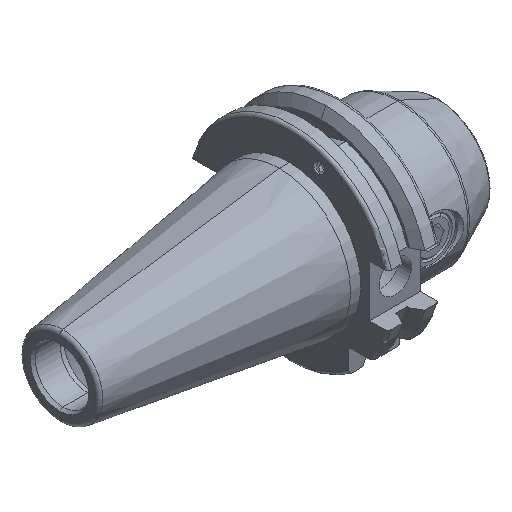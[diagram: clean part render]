
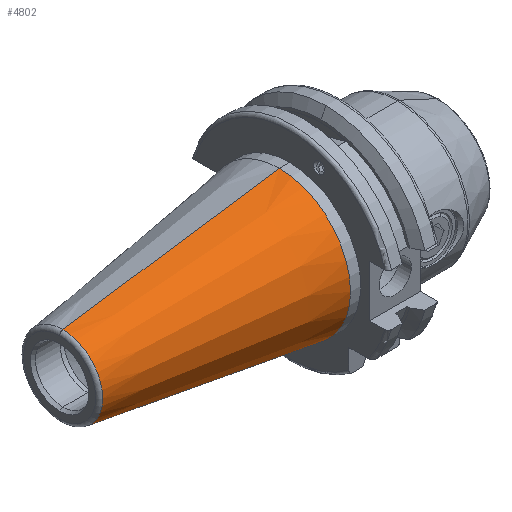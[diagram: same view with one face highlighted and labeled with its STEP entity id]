
A CAD part, isometric view. The second image highlights one B-rep face of the part: STEP entity #4802.
In plain terms, the highlighted conical face has half-angle 8.297 degrees and reference radius 22.225 mm.
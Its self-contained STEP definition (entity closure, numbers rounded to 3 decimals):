
#210 = CIRCLE ( 'NONE', #283, 22.225 ) ;
#239 = DIRECTION ( 'NONE',  ( 0.99, 0., -0.144 ) ) ;
#240 = VECTOR ( 'NONE', #239, 1000. ) ;
#241 = CARTESIAN_POINT ( 'NONE',  ( 0., 0., -22.225 ) ) ;
#242 = LINE ( 'NONE', #241, #240 ) ;
#283 = AXIS2_PLACEMENT_3D ( 'NONE', #295, #287, #296 ) ;
#287 = DIRECTION ( 'NONE',  ( -1., 0., 0. ) ) ;
#295 = CARTESIAN_POINT ( 'NONE',  ( 0., 0., 0. ) ) ;
#296 = DIRECTION ( 'NONE',  ( 0., 0., -1. ) ) ;
#346 = CARTESIAN_POINT ( 'NONE',  ( 0., 0., 22.225 ) ) ;
#349 = CARTESIAN_POINT ( 'NONE',  ( -67.373, 0., -12.4 ) ) ;
#350 = DIRECTION ( 'NONE',  ( 0.99, 0., 0.144 ) ) ;
#351 = VECTOR ( 'NONE', #350, 1000. ) ;
#352 = CARTESIAN_POINT ( 'NONE',  ( 0., 0., 22.225 ) ) ;
#353 = LINE ( 'NONE', #352, #351 ) ;
#355 = CARTESIAN_POINT ( 'NONE',  ( 0., 0., 0. ) ) ;
#357 = CARTESIAN_POINT ( 'NONE',  ( -67.373, 0., 12.4 ) ) ;
#358 = FACE_OUTER_BOUND ( 'NONE', #4786, .T. ) ;
#360 = DIRECTION ( 'NONE',  ( 0., 0., 1. ) ) ;
#361 = DIRECTION ( 'NONE',  ( 1., 0., 0. ) ) ;
#362 = AXIS2_PLACEMENT_3D ( 'NONE', #355, #361, #360 ) ;
#363 = CONICAL_SURFACE ( 'NONE', #362, 22.225, 0.145 ) ;
#370 = CARTESIAN_POINT ( 'NONE',  ( 0., 0., -22.225 ) ) ;
#385 = DIRECTION ( 'NONE',  ( 0., 0., -1. ) ) ;
#386 = DIRECTION ( 'NONE',  ( -1., 0., 0. ) ) ;
#387 = CARTESIAN_POINT ( 'NONE',  ( -67.373, 0., 0. ) ) ;
#388 = CIRCLE ( 'NONE', #389, 12.4 ) ;
#389 = AXIS2_PLACEMENT_3D ( 'NONE', #387, #386, #385 ) ;
#4726 = EDGE_CURVE ( 'NONE', #4797, #4777, #242, .T. ) ;
#4775 = EDGE_CURVE ( 'NONE', #4777, #4776, #210, .T. ) ;
#4776 = VERTEX_POINT ( 'NONE', #346 ) ;
#4777 = VERTEX_POINT ( 'NONE', #370 ) ;
#4783 = ORIENTED_EDGE ( 'NONE', *, *, #4828, .F. ) ;
#4784 = ORIENTED_EDGE ( 'NONE', *, *, #4726, .T. ) ;
#4786 = EDGE_LOOP ( 'NONE', ( #4783, #4784, #4832, #4798 ) ) ;
#4797 = VERTEX_POINT ( 'NONE', #349 ) ;
#4798 = ORIENTED_EDGE ( 'NONE', *, *, #4824, .F. ) ;
#4802 = ADVANCED_FACE ( 'NONE', ( #358 ), #363, .T. ) ;
#4817 = VERTEX_POINT ( 'NONE', #357 ) ;
#4824 = EDGE_CURVE ( 'NONE', #4817, #4776, #353, .T. ) ;
#4828 = EDGE_CURVE ( 'NONE', #4797, #4817, #388, .T. ) ;
#4832 = ORIENTED_EDGE ( 'NONE', *, *, #4775, .T. ) ;
